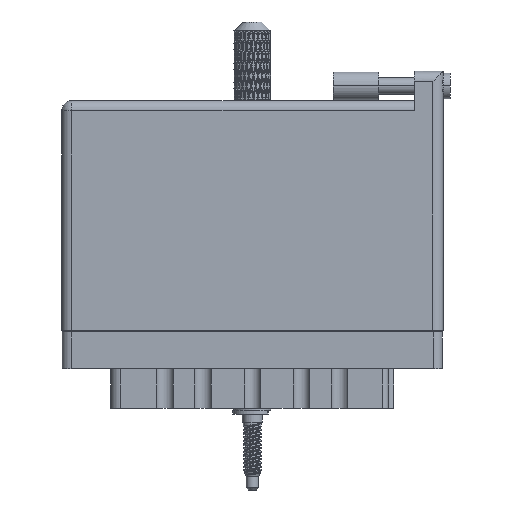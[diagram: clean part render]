
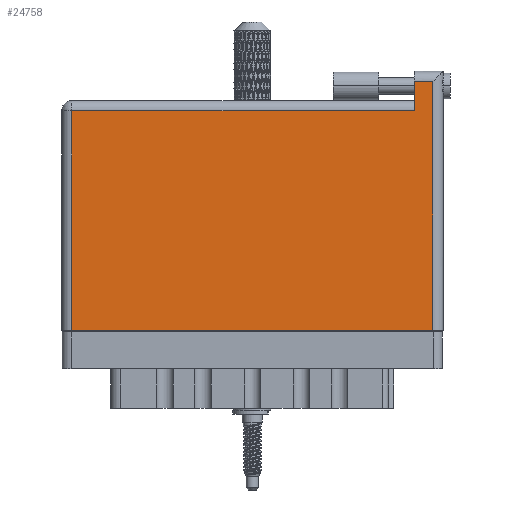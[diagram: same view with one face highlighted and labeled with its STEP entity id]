
A CAD part, front view. The second image highlights one B-rep face of the part: STEP entity #24758.
In plain terms, the highlighted face is planar.
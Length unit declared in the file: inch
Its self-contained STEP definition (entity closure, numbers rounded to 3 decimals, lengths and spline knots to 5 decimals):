
#126 = CARTESIAN_POINT ( 'NONE',  ( 0.07, 0., 0. ) ) ;
#3833 = EDGE_CURVE ( 'NONE', #86605, #102772, #63879, .T. ) ;
#4130 = FACE_OUTER_BOUND ( 'NONE', #118288, .T. ) ;
#5964 = LINE ( 'NONE', #85031, #103771 ) ;
#6013 = EDGE_CURVE ( 'NONE', #72036, #86605, #36186, .T. ) ;
#14748 = LINE ( 'NONE', #23000, #47862 ) ;
#15548 = VECTOR ( 'NONE', #38221, 39.37008 ) ;
#17920 = VECTOR ( 'NONE', #38711, 39.37008 ) ;
#20684 = PLANE ( 'NONE',  #112919 ) ;
#23000 = CARTESIAN_POINT ( 'NONE',  ( 0.07, 0., 0. ) ) ;
#24758 = ADVANCED_FACE ( 'NONE', ( #4130 ), #20684, .F. ) ;
#29783 = ORIENTED_EDGE ( 'NONE', *, *, #69187, .T. ) ;
#29895 = DIRECTION ( 'NONE',  ( -1., 0., 0. ) ) ;
#36186 = LINE ( 'NONE', #43279, #47799 ) ;
#36868 = ORIENTED_EDGE ( 'NONE', *, *, #3833, .T. ) ;
#38221 = DIRECTION ( 'NONE',  ( 1., 0., 0. ) ) ;
#38711 = DIRECTION ( 'NONE',  ( -1., 0., 0. ) ) ;
#41780 = ORIENTED_EDGE ( 'NONE', *, *, #64558, .T. ) ;
#43279 = CARTESIAN_POINT ( 'NONE',  ( 2.403, 1.766, 0. ) ) ;
#47171 = DIRECTION ( 'NONE',  ( -1., 0., 0. ) ) ;
#47207 = CARTESIAN_POINT ( 'NONE',  ( 2.403, 1.696, 0. ) ) ;
#47799 = VECTOR ( 'NONE', #110818, 39.37008 ) ;
#47862 = VECTOR ( 'NONE', #95418, 39.37008 ) ;
#55681 = CARTESIAN_POINT ( 'NONE',  ( 2.53, 1.696, 0. ) ) ;
#56150 = ORIENTED_EDGE ( 'NONE', *, *, #100541, .T. ) ;
#56666 = EDGE_CURVE ( 'NONE', #111674, #82125, #5964, .T. ) ;
#63879 = LINE ( 'NONE', #95008, #17920 ) ;
#64558 = EDGE_CURVE ( 'NONE', #69359, #111674, #70120, .T. ) ;
#65186 = CARTESIAN_POINT ( 'NONE',  ( 0., 1.696, 0. ) ) ;
#66947 = CARTESIAN_POINT ( 'NONE',  ( 2.53, 0., 0. ) ) ;
#69187 = EDGE_CURVE ( 'NONE', #102772, #69359, #14748, .T. ) ;
#69359 = VERTEX_POINT ( 'NONE', #126 ) ;
#70120 = LINE ( 'NONE', #110700, #15548 ) ;
#72036 = VERTEX_POINT ( 'NONE', #47207 ) ;
#76858 = CARTESIAN_POINT ( 'NONE',  ( 0., 1.566, 0. ) ) ;
#82125 = VERTEX_POINT ( 'NONE', #55681 ) ;
#83105 = ORIENTED_EDGE ( 'NONE', *, *, #56666, .T. ) ;
#85031 = CARTESIAN_POINT ( 'NONE',  ( 2.53, 1.766, 0. ) ) ;
#85366 = DIRECTION ( 'NONE',  ( 0., 0., -1. ) ) ;
#86605 = VERTEX_POINT ( 'NONE', #104869 ) ;
#92815 = CARTESIAN_POINT ( 'NONE',  ( 0.07, 1.496, 0. ) ) ;
#95008 = CARTESIAN_POINT ( 'NONE',  ( 0., 1.496, 0. ) ) ;
#95418 = DIRECTION ( 'NONE',  ( 0., -1., 0. ) ) ;
#96294 = LINE ( 'NONE', #65186, #117899 ) ;
#100541 = EDGE_CURVE ( 'NONE', #82125, #72036, #96294, .T. ) ;
#102633 = ORIENTED_EDGE ( 'NONE', *, *, #6013, .T. ) ;
#102772 = VERTEX_POINT ( 'NONE', #92815 ) ;
#103771 = VECTOR ( 'NONE', #103950, 39.37008 ) ;
#103950 = DIRECTION ( 'NONE',  ( 0., 1., 0. ) ) ;
#104869 = CARTESIAN_POINT ( 'NONE',  ( 2.403, 1.496, 0. ) ) ;
#110700 = CARTESIAN_POINT ( 'NONE',  ( 0., 0., 0. ) ) ;
#110818 = DIRECTION ( 'NONE',  ( 0., -1., 0. ) ) ;
#111674 = VERTEX_POINT ( 'NONE', #66947 ) ;
#112919 = AXIS2_PLACEMENT_3D ( 'NONE', #76858, #85366, #29895 ) ;
#117899 = VECTOR ( 'NONE', #47171, 39.37008 ) ;
#118288 = EDGE_LOOP ( 'NONE', ( #41780, #83105, #56150, #102633, #36868, #29783 ) ) ;
